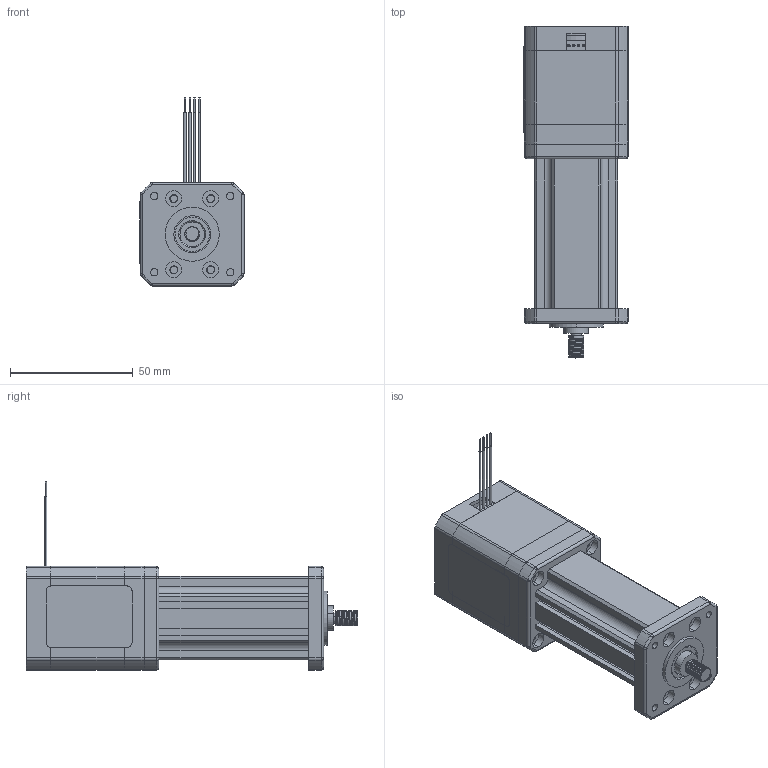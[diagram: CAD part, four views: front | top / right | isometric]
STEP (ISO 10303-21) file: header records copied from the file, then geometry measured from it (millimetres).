
FILE_DESCRIPTION (( 'STEP AP214' ), '1' );
FILE_NAME ('17C22-150.STEP', '2023-03-07T07:44:11', ( '' ), ( '' ), 'SwSTEP 2.0', 'SolidWorks 2022', '' );
FILE_SCHEMA (( 'AUTOMOTIVE_DESIGN' ));
Length unit declared in the file: millimetre
Products named in the file (11): 01-024.STP; 17C22-150; 08-006.STP; 02-023.STP; 04-026.STP; 10-013.STP; 01-026.STP; 后盖1.STP; 01-008.STP; 42双厚铭牌.STP; 17C22-150.STP
Assembly tree (10 placements, depth 3):
  17C22-150
    17C22-150.STP
      01-008.STP
      后盖1.STP
      01-024.STP
      08-006.STP
      04-026.STP
      01-026.STP
      10-013.STP
      02-023.STP
      42双厚铭牌.STP
Bounding box: 42.4 x 135.2 x 76.6 mm (x, y, z)
Volume: 84261 mm3; surface area: 66455.9 mm2
Topology: 9 solids, 9 shells, 696 faces, 1753 edges, 1131 vertices
Faces by surface type: cylinder 318, plane 308, cone 44, bspline 18, torus 8
Entity records: 23713 total; most frequent: CARTESIAN_POINT 5761, DIRECTION 3769, ORIENTED_EDGE 3502, EDGE_CURVE 1751, AXIS2_PLACEMENT_3D 1370, VERTEX_POINT 1131, LINE 1029, VECTOR 1029
